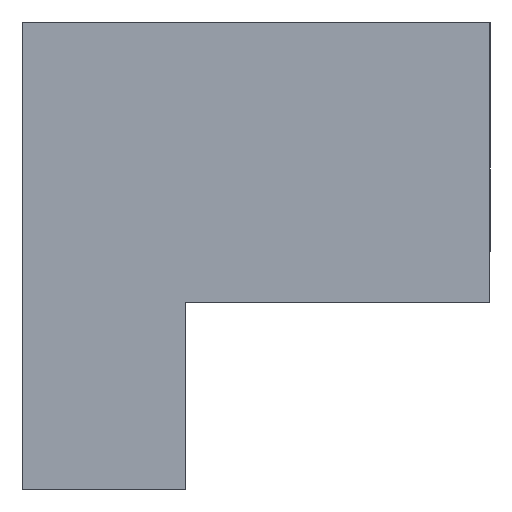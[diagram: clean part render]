
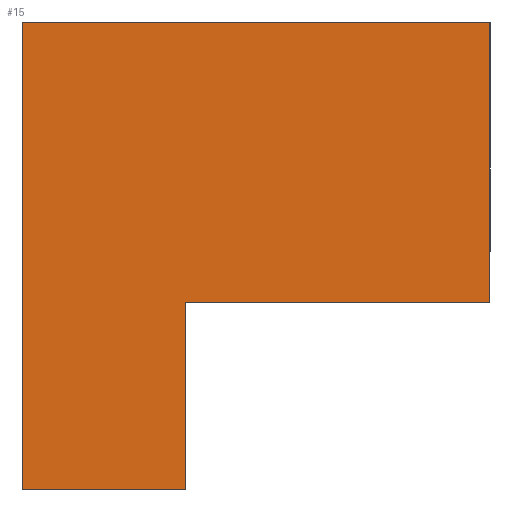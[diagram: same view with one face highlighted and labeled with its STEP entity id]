
A CAD part, left-side view. The second image highlights one B-rep face of the part: STEP entity #15.
In plain terms, the highlighted planar face has unit normal (-1, 0, 0).
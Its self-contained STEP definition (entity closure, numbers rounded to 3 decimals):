
#10 = CARTESIAN_POINT ( 'NONE',  ( -102.5, 13., -14. ) ) ;
#11 = VERTEX_POINT ( 'NONE', #63 ) ;
#15 = ADVANCED_FACE ( 'NONE', ( #240 ), #441, .F. ) ;
#18 = VERTEX_POINT ( 'NONE', #236 ) ;
#26 = VECTOR ( 'NONE', #370, 1000. ) ;
#28 = DIRECTION ( 'NONE',  ( 0., -1., 0. ) ) ;
#49 = EDGE_CURVE ( 'NONE', #465, #272, #198, .T. ) ;
#58 = ORIENTED_EDGE ( 'NONE', *, *, #479, .F. ) ;
#59 = CARTESIAN_POINT ( 'NONE',  ( -102.5, 13., -6. ) ) ;
#63 = CARTESIAN_POINT ( 'NONE',  ( -102.5, 13., -14. ) ) ;
#72 = ORIENTED_EDGE ( 'NONE', *, *, #259, .F. ) ;
#84 = VECTOR ( 'NONE', #314, 1000. ) ;
#92 = VECTOR ( 'NONE', #28, 1000. ) ;
#117 = ORIENTED_EDGE ( 'NONE', *, *, #355, .F. ) ;
#118 = VECTOR ( 'NONE', #313, 1000. ) ;
#126 = EDGE_CURVE ( 'NONE', #272, #11, #452, .T. ) ;
#146 = DIRECTION ( 'NONE',  ( 1., 0., 0. ) ) ;
#148 = VECTOR ( 'NONE', #446, 1000. ) ;
#152 = DIRECTION ( 'NONE',  ( 0., 0., -1. ) ) ;
#158 = VERTEX_POINT ( 'NONE', #206 ) ;
#161 = LINE ( 'NONE', #291, #219 ) ;
#167 = EDGE_CURVE ( 'NONE', #11, #18, #328, .T. ) ;
#198 = LINE ( 'NONE', #59, #118 ) ;
#206 = CARTESIAN_POINT ( 'NONE',  ( -102.5, 20., 6. ) ) ;
#219 = VECTOR ( 'NONE', #326, 1000. ) ;
#224 = LINE ( 'NONE', #312, #92 ) ;
#233 = LINE ( 'NONE', #433, #84 ) ;
#236 = CARTESIAN_POINT ( 'NONE',  ( -102.5, 20., -14. ) ) ;
#240 = FACE_OUTER_BOUND ( 'NONE', #428, .T. ) ;
#259 = EDGE_CURVE ( 'NONE', #354, #465, #161, .T. ) ;
#272 = VERTEX_POINT ( 'NONE', #493 ) ;
#291 = CARTESIAN_POINT ( 'NONE',  ( -102.5, 0., 6. ) ) ;
#309 = CARTESIAN_POINT ( 'NONE',  ( -102.5, 0., 0. ) ) ;
#312 = CARTESIAN_POINT ( 'NONE',  ( -102.5, 20., 6. ) ) ;
#313 = DIRECTION ( 'NONE',  ( 0., 1., 0. ) ) ;
#314 = DIRECTION ( 'NONE',  ( 0., 0., 1. ) ) ;
#326 = DIRECTION ( 'NONE',  ( 0., 0., -1. ) ) ;
#328 = LINE ( 'NONE', #499, #26 ) ;
#344 = ORIENTED_EDGE ( 'NONE', *, *, #167, .F. ) ;
#354 = VERTEX_POINT ( 'NONE', #382 ) ;
#355 = EDGE_CURVE ( 'NONE', #18, #158, #233, .T. ) ;
#370 = DIRECTION ( 'NONE',  ( 0., 1., 0. ) ) ;
#382 = CARTESIAN_POINT ( 'NONE',  ( -102.5, 0., 6. ) ) ;
#401 = ORIENTED_EDGE ( 'NONE', *, *, #49, .F. ) ;
#423 = CARTESIAN_POINT ( 'NONE',  ( -102.5, 0., -6. ) ) ;
#428 = EDGE_LOOP ( 'NONE', ( #401, #72, #58, #117, #344, #473 ) ) ;
#433 = CARTESIAN_POINT ( 'NONE',  ( -102.5, 20., -14. ) ) ;
#441 = PLANE ( 'NONE',  #508 ) ;
#446 = DIRECTION ( 'NONE',  ( 0., 0., -1. ) ) ;
#452 = LINE ( 'NONE', #10, #148 ) ;
#465 = VERTEX_POINT ( 'NONE', #423 ) ;
#473 = ORIENTED_EDGE ( 'NONE', *, *, #126, .F. ) ;
#479 = EDGE_CURVE ( 'NONE', #158, #354, #224, .T. ) ;
#493 = CARTESIAN_POINT ( 'NONE',  ( -102.5, 13., -6. ) ) ;
#499 = CARTESIAN_POINT ( 'NONE',  ( -102.5, 20., -14. ) ) ;
#508 = AXIS2_PLACEMENT_3D ( 'NONE', #309, #146, #152 ) ;
